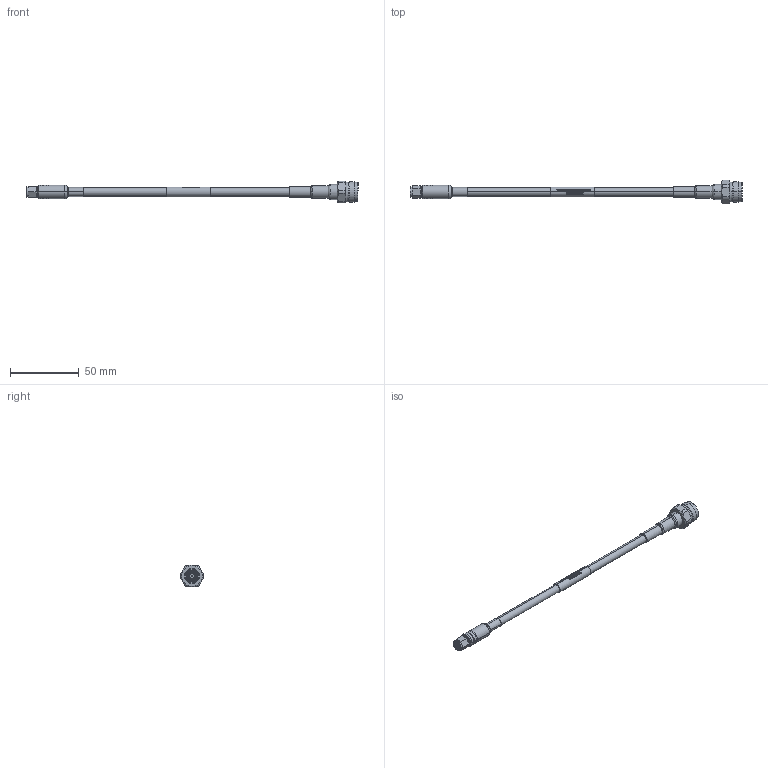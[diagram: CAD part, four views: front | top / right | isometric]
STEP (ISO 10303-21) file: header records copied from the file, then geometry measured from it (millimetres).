
FILE_DESCRIPTION (( 'STEP AP214' ), '1' );
FILE_NAME ('FMCA100162_3D.step', '2024-08-20T16:58:26', ( '' ), ( '' ), 'SwSTEP 2.0', 'SolidWorks 2022', '' );
FILE_SCHEMA (( 'AUTOMOTIVE_DESIGN' ));
Length unit declared in the file: inch
Products named in the file (12): Copy of TC-240-TM-X_ferrule^TC-240-TM-X_FMCA100162; Copy of TC-240-SM-SS-X_body^TC-240-SM-SS-X_FMCA100162; Copy of TC-240-SM-SS-X_c-contact^TC-240-SM-SS-X_FMCA100162; Copy of TC-240-TM-X_insulator^TC-240-TM-X_FMCA100162; Copy of TC-240-SM-SS-X_ferrule^TC-240-SM-SS-X_FMCA100162; TC-240-SM-SS-X^FMCA100162; TCOM-195-240-400-600 for cable assy^FMCA100162_TCOM-240; TC-240-TM-X^FMCA100162; Copy of TC-240-TM-X_c-contact^TC-240-TM-X_FMCA100162; Copy of TC-240-TM-X_body^TC-240-TM-X_FMCA100162; FMCA100162_3D; FM Cable Assy Label^FMCA100162_D_240
Assembly tree (11 placements, depth 3):
  FMCA100162_3D
    TCOM-195-240-400-600 for cable assy^FMCA100162_TCOM-240
    FM Cable Assy Label^FMCA100162_D_240
    TC-240-SM-SS-X^FMCA100162
      Copy of TC-240-SM-SS-X_body^TC-240-SM-SS-X_FMCA100162
      Copy of TC-240-SM-SS-X_c-contact^TC-240-SM-SS-X_FMCA100162
      Copy of TC-240-SM-SS-X_ferrule^TC-240-SM-SS-X_FMCA100162
    TC-240-TM-X^FMCA100162
      Copy of TC-240-TM-X_body^TC-240-TM-X_FMCA100162
      Copy of TC-240-TM-X_c-contact^TC-240-TM-X_FMCA100162
      Copy of TC-240-TM-X_insulator^TC-240-TM-X_FMCA100162
      Copy of TC-240-TM-X_ferrule^TC-240-TM-X_FMCA100162
Bounding box: 242.21 x 17.23 x 15.8 mm (x, y, z)
Volume: 11252.8 mm3; surface area: 14087.4 mm2
Topology: 9 solids, 13 shells, 1403 faces, 3600 edges, 2338 vertices
Faces by surface type: plane 842, bspline 214, cylinder 191, cone 126, torus 28, sphere 2
Entity records: 52064 total; most frequent: CARTESIAN_POINT 20025, ORIENTED_EDGE 7196, DIRECTION 5604, EDGE_CURVE 3598, VERTEX_POINT 2338, VECTOR 1966, LINE 1966, AXIS2_PLACEMENT_3D 1819
